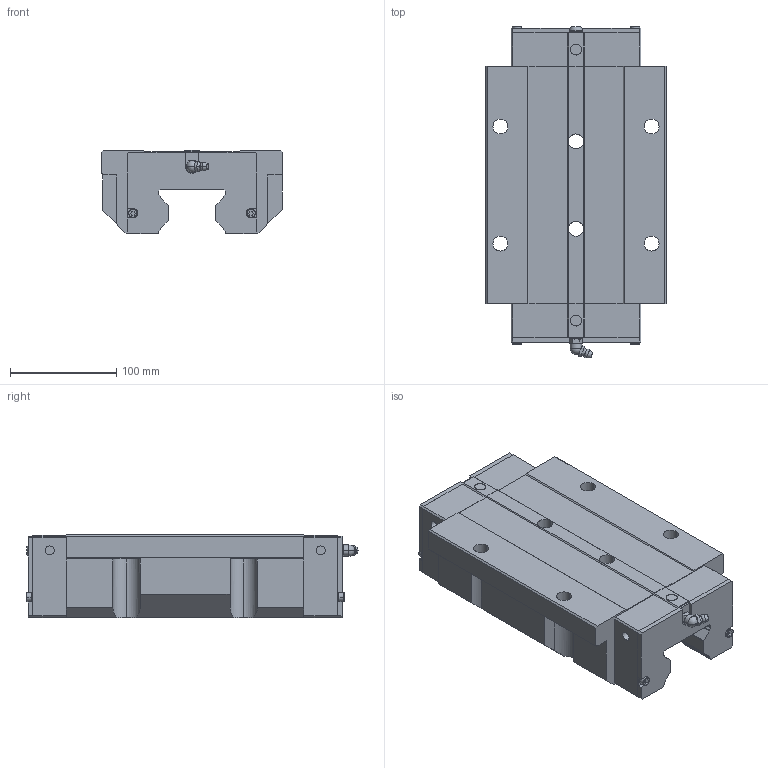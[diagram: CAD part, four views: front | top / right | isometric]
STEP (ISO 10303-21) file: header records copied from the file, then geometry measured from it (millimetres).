
FILE_DESCRIPTION(('STEP AP214'),'1');
FILE_NAME('cctmp_F3631AFD-1A8E-43B2-955C-7A9793A7D308_2024_08_20_20_23_45_0118..stp','2024-08-20T18:23:45',('HIWIN GmbH'),('CADClick - www.CADClick.com'),'Spatial InterOp 3D',' ','unknown authorization');
FILE_SCHEMA(('AUTOMOTIVE_DESIGN'));
Length unit declared in the file: millimetre
Products named in the file (1): RGW65HCZAH_FILE
Bounding box: 170 x 311.93 x 78 mm (x, y, z)
Volume: 2616349.5 mm3; surface area: 197918.5 mm2
Topology: 1 solids, 4 shells, 347 faces, 926 edges, 602 vertices
Faces by surface type: plane 205, cylinder 104, torus 22, cone 14, sphere 2
Entity records: 13780 total; most frequent: CARTESIAN_POINT 2174, ORIENTED_EDGE 1848, DIRECTION 1840, EDGE_CURVE 924, LINE 616, VECTOR 616, AXIS2_PLACEMENT_3D 612, VERTEX_POINT 602
